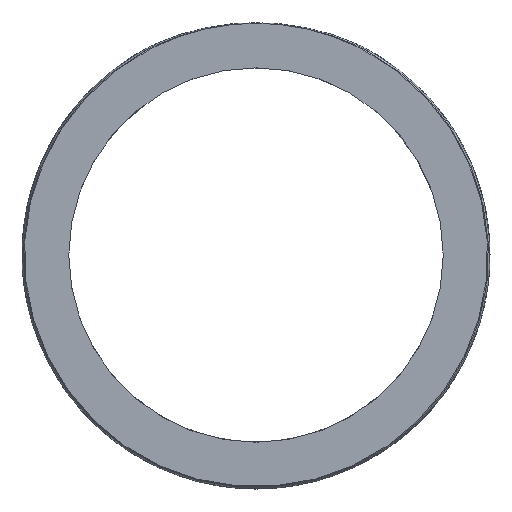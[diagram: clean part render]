
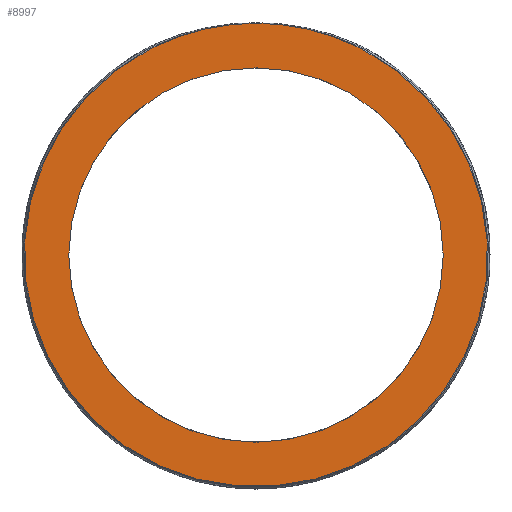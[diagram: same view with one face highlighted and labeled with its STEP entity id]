
A CAD part, front view. The second image highlights one B-rep face of the part: STEP entity #8997.
In plain terms, the highlighted planar face has unit normal (0, -1, 0).
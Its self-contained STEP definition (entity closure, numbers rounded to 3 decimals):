
#77=FACE_BOUND('',#2895,.T.);
#607=PLANE('',#9733);
#2344=FACE_OUTER_BOUND('',#2894,.T.);
#2894=EDGE_LOOP('',(#6559,#6560,#6561,#6562,#6563,#6564,#6565,#6566,#6567,
#6568,#6569,#6570,#6571));
#2895=EDGE_LOOP('',(#6572));
#3434=B_SPLINE_CURVE_WITH_KNOTS('',3,(#13125,#13126,#13127,#13128),
 .UNSPECIFIED.,.F.,.F.,(4,4),(4.604,4.682),
 .UNSPECIFIED.);
#3436=B_SPLINE_CURVE_WITH_KNOTS('',3,(#13152,#13153,#13154,#13155),
 .UNSPECIFIED.,.F.,.F.,(4,4),(4.682,4.699),
 .UNSPECIFIED.);
#3438=B_SPLINE_CURVE_WITH_KNOTS('',3,(#13179,#13180,#13181,#13182),
 .UNSPECIFIED.,.F.,.F.,(4,4),(4.699,4.712),
 .UNSPECIFIED.);
#3440=B_SPLINE_CURVE_WITH_KNOTS('',3,(#13206,#13207,#13208,#13209),
 .UNSPECIFIED.,.F.,.F.,(4,4),(-1.571,-1.557),
 .UNSPECIFIED.);
#3443=B_SPLINE_CURVE_WITH_KNOTS('',3,(#13239,#13240,#13241,#13242),
 .UNSPECIFIED.,.F.,.F.,(4,4),(-1.557,-1.54),
 .UNSPECIFIED.);
#3445=B_SPLINE_CURVE_WITH_KNOTS('',3,(#13263,#13264,#13265,#13266),
 .UNSPECIFIED.,.F.,.F.,(4,4),(-1.54,-1.463),
 .UNSPECIFIED.);
#3446=B_SPLINE_CURVE_WITH_KNOTS('',3,(#13286,#13287,#13288,#13289),
 .UNSPECIFIED.,.F.,.F.,(4,4),(4.254,4.262),
 .UNSPECIFIED.);
#3447=B_SPLINE_CURVE_WITH_KNOTS('',3,(#13309,#13310,#13311,#13312),
 .UNSPECIFIED.,.F.,.F.,(4,4),(-2.05,-2.029),
 .UNSPECIFIED.);
#3448=B_SPLINE_CURVE_WITH_KNOTS('',3,(#13335,#13336,#13337,#13338),
 .UNSPECIFIED.,.F.,.F.,(4,4),(-1.113,-1.091),
 .UNSPECIFIED.);
#3449=B_SPLINE_CURVE_WITH_KNOTS('',3,(#13357,#13358,#13359,#13360),
 .UNSPECIFIED.,.F.,.F.,(4,4),(-1.12,-1.113),
 .UNSPECIFIED.);
#3450=B_SPLINE_CURVE_WITH_KNOTS('',3,(#13377,#13378,#13379,#13380),
 .UNSPECIFIED.,.F.,.F.,(4,4),(-1.463,-1.12),
 .UNSPECIFIED.);
#3453=B_SPLINE_CURVE_WITH_KNOTS('',3,(#13457,#13458,#13459,#13460),
 .UNSPECIFIED.,.F.,.F.,(4,4),(4.262,4.604),
 .UNSPECIFIED.);
#3659=CIRCLE('',#9491,49.5);
#3679=CIRCLE('',#9734,40.);
#3712=VERTEX_POINT('',#12848);
#3731=VERTEX_POINT('',#13071);
#3734=VERTEX_POINT('',#13124);
#3736=VERTEX_POINT('',#13151);
#3738=VERTEX_POINT('',#13178);
#3740=VERTEX_POINT('',#13205);
#3742=VERTEX_POINT('',#13232);
#3744=VERTEX_POINT('',#13283);
#3745=VERTEX_POINT('',#13285);
#3746=VERTEX_POINT('',#13307);
#3747=VERTEX_POINT('',#13314);
#3748=VERTEX_POINT('',#13333);
#3749=VERTEX_POINT('',#13355);
#4145=VERTEX_POINT('',#14722);
#4666=EDGE_CURVE('',#3712,#3734,#3434,.T.);
#4669=EDGE_CURVE('',#3734,#3736,#3436,.T.);
#4672=EDGE_CURVE('',#3736,#3738,#3438,.T.);
#4675=EDGE_CURVE('',#3738,#3740,#3440,.T.);
#4680=EDGE_CURVE('',#3740,#3742,#3443,.T.);
#4682=EDGE_CURVE('',#3742,#3731,#3445,.T.);
#4684=EDGE_CURVE('',#3744,#3745,#3446,.T.);
#4687=EDGE_CURVE('',#3746,#3744,#3447,.T.);
#4689=EDGE_CURVE('',#3747,#3746,#3659,.T.);
#4691=EDGE_CURVE('',#3748,#3747,#3448,.T.);
#4693=EDGE_CURVE('',#3749,#3748,#3449,.T.);
#4694=EDGE_CURVE('',#3731,#3749,#3450,.T.);
#4702=EDGE_CURVE('',#3745,#3712,#3453,.T.);
#5096=EDGE_CURVE('',#4145,#4145,#3679,.T.);
#6559=ORIENTED_EDGE('',*,*,#4702,.F.);
#6560=ORIENTED_EDGE('',*,*,#4684,.F.);
#6561=ORIENTED_EDGE('',*,*,#4687,.F.);
#6562=ORIENTED_EDGE('',*,*,#4689,.F.);
#6563=ORIENTED_EDGE('',*,*,#4691,.F.);
#6564=ORIENTED_EDGE('',*,*,#4693,.F.);
#6565=ORIENTED_EDGE('',*,*,#4694,.F.);
#6566=ORIENTED_EDGE('',*,*,#4682,.F.);
#6567=ORIENTED_EDGE('',*,*,#4680,.F.);
#6568=ORIENTED_EDGE('',*,*,#4675,.F.);
#6569=ORIENTED_EDGE('',*,*,#4672,.F.);
#6570=ORIENTED_EDGE('',*,*,#4669,.F.);
#6571=ORIENTED_EDGE('',*,*,#4666,.F.);
#6572=ORIENTED_EDGE('',*,*,#5096,.F.);
#8997=ADVANCED_FACE('',(#2344,#77),#607,.T.);
#9491=AXIS2_PLACEMENT_3D('',#13316,#10411,#10412);
#9733=AXIS2_PLACEMENT_3D('',#14721,#11008,#11009);
#9734=AXIS2_PLACEMENT_3D('',#14723,#11010,#11011);
#10411=DIRECTION('center_axis',(0.,1.,0.));
#10412=DIRECTION('ref_axis',(1.,0.,0.));
#11008=DIRECTION('center_axis',(0.,-1.,0.));
#11009=DIRECTION('ref_axis',(0.,0.,-1.));
#11010=DIRECTION('center_axis',(0.,-1.,0.));
#11011=DIRECTION('ref_axis',(1.,0.,0.));
#12848=CARTESIAN_POINT('',(-5.342,-3.5,62.479));
#13071=CARTESIAN_POINT('',(5.342,-3.5,62.479));
#13124=CARTESIAN_POINT('',(-1.5,-3.5,62.745));
#13125=CARTESIAN_POINT('Ctrl Pts',(-5.342,-3.5,
62.479));
#13126=CARTESIAN_POINT('Ctrl Pts',(-4.066,-3.5,
62.617));
#13127=CARTESIAN_POINT('Ctrl Pts',(-2.784,-3.5,62.706));
#13128=CARTESIAN_POINT('Ctrl Pts',(-1.5,-3.5,
62.745));
#13151=CARTESIAN_POINT('',(-0.679,-3.5,62.763));
#13152=CARTESIAN_POINT('Ctrl Pts',(-1.5,-3.5,62.745));
#13153=CARTESIAN_POINT('Ctrl Pts',(-1.227,-3.5,62.753));
#13154=CARTESIAN_POINT('Ctrl Pts',(-0.953,-3.5,
62.76));
#13155=CARTESIAN_POINT('Ctrl Pts',(-0.679,-3.5,
62.763));
#13178=CARTESIAN_POINT('',(0.,-3.5,62.768));
#13179=CARTESIAN_POINT('Ctrl Pts',(-0.679,-3.5,
62.763));
#13180=CARTESIAN_POINT('Ctrl Pts',(-0.453,-3.5,
62.766));
#13181=CARTESIAN_POINT('Ctrl Pts',(-0.226,-3.5,
62.768));
#13182=CARTESIAN_POINT('Ctrl Pts',(0.,-3.5,
62.768));
#13205=CARTESIAN_POINT('',(0.679,-3.5,62.763));
#13206=CARTESIAN_POINT('Ctrl Pts',(0.,-3.5,
62.768));
#13207=CARTESIAN_POINT('Ctrl Pts',(0.226,-3.5,62.768));
#13208=CARTESIAN_POINT('Ctrl Pts',(0.453,-3.5,62.766));
#13209=CARTESIAN_POINT('Ctrl Pts',(0.679,-3.5,62.763));
#13232=CARTESIAN_POINT('',(1.5,-3.5,62.745));
#13239=CARTESIAN_POINT('Ctrl Pts',(0.679,-3.5,
62.763));
#13240=CARTESIAN_POINT('Ctrl Pts',(0.953,-3.5,
62.76));
#13241=CARTESIAN_POINT('Ctrl Pts',(1.227,-3.5,62.753));
#13242=CARTESIAN_POINT('Ctrl Pts',(1.5,-3.5,62.745));
#13263=CARTESIAN_POINT('Ctrl Pts',(1.5,-3.5,62.745));
#13264=CARTESIAN_POINT('Ctrl Pts',(2.784,-3.5,62.706));
#13265=CARTESIAN_POINT('Ctrl Pts',(4.066,-3.5,62.617));
#13266=CARTESIAN_POINT('Ctrl Pts',(5.342,-3.5,62.479));
#13283=CARTESIAN_POINT('',(-21.894,-3.5,57.663));
#13285=CARTESIAN_POINT('',(-21.553,-3.5,57.829));
#13286=CARTESIAN_POINT('Ctrl Pts',(-21.894,-3.5,
57.663));
#13287=CARTESIAN_POINT('Ctrl Pts',(-21.781,-3.5,
57.719));
#13288=CARTESIAN_POINT('Ctrl Pts',(-21.667,-3.5,
57.774));
#13289=CARTESIAN_POINT('Ctrl Pts',(-21.553,-3.5,
57.829));
#13307=CARTESIAN_POINT('',(-22.834,-3.5,57.186));
#13309=CARTESIAN_POINT('Ctrl Pts',(-22.834,-3.5,
57.186));
#13310=CARTESIAN_POINT('Ctrl Pts',(-22.523,-3.5,
57.349));
#13311=CARTESIAN_POINT('Ctrl Pts',(-22.209,-3.5,
57.507));
#13312=CARTESIAN_POINT('Ctrl Pts',(-21.894,-3.5,
57.663));
#13314=CARTESIAN_POINT('',(22.834,-3.5,57.186));
#13316=CARTESIAN_POINT('Origin',(0.,-3.5,13.268));
#13333=CARTESIAN_POINT('',(21.894,-3.5,57.663));
#13335=CARTESIAN_POINT('Ctrl Pts',(21.894,-3.5,57.663));
#13336=CARTESIAN_POINT('Ctrl Pts',(22.209,-3.5,57.507));
#13337=CARTESIAN_POINT('Ctrl Pts',(22.523,-3.5,57.349));
#13338=CARTESIAN_POINT('Ctrl Pts',(22.834,-3.5,57.186));
#13355=CARTESIAN_POINT('',(21.553,-3.5,57.829));
#13357=CARTESIAN_POINT('Ctrl Pts',(21.553,-3.5,57.829));
#13358=CARTESIAN_POINT('Ctrl Pts',(21.667,-3.5,57.774));
#13359=CARTESIAN_POINT('Ctrl Pts',(21.781,-3.5,57.719));
#13360=CARTESIAN_POINT('Ctrl Pts',(21.894,-3.5,57.663));
#13377=CARTESIAN_POINT('Ctrl Pts',(5.342,-3.5,62.479));
#13378=CARTESIAN_POINT('Ctrl Pts',(10.958,-3.5,61.869));
#13379=CARTESIAN_POINT('Ctrl Pts',(16.468,-3.5,60.289));
#13380=CARTESIAN_POINT('Ctrl Pts',(21.553,-3.5,57.829));
#13457=CARTESIAN_POINT('Ctrl Pts',(-21.553,-3.5,57.829));
#13458=CARTESIAN_POINT('Ctrl Pts',(-16.468,-3.5,
60.289));
#13459=CARTESIAN_POINT('Ctrl Pts',(-10.958,-3.5,
61.869));
#13460=CARTESIAN_POINT('Ctrl Pts',(-5.342,-3.5,
62.479));
#14721=CARTESIAN_POINT('Origin',(0.,-3.5,63.268));
#14722=CARTESIAN_POINT('',(-40.,-3.5,13.268));
#14723=CARTESIAN_POINT('Origin',(0.,-3.5,13.268));
